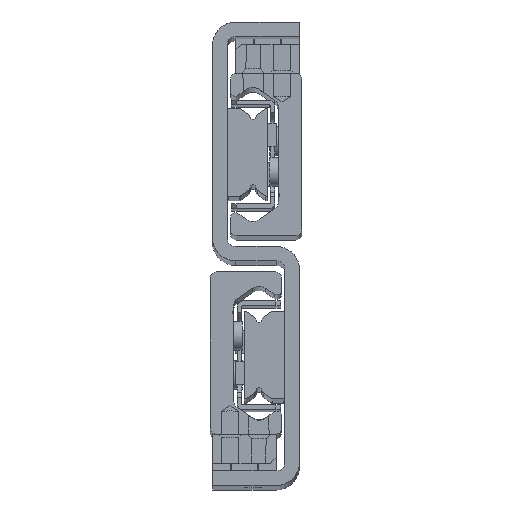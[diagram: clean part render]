
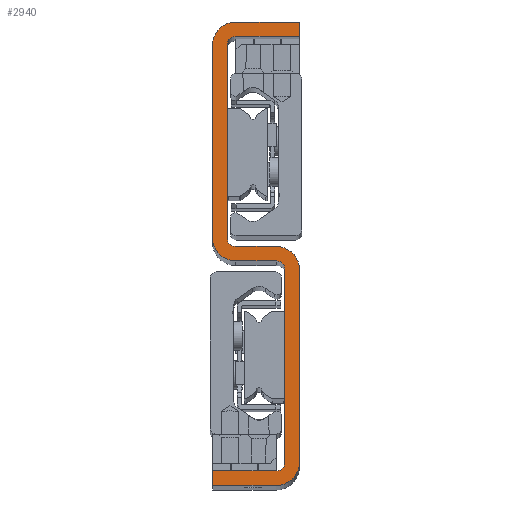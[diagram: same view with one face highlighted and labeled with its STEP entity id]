
A CAD part, top view. The second image highlights one B-rep face of the part: STEP entity #2940.
In plain terms, the highlighted planar face has unit normal (0, 0, 1).
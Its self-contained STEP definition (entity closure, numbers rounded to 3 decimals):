
#2074=CARTESIAN_POINT('',(15.0,80.0,450.0));
#2075=VERTEX_POINT('',#2074);
#2076=CARTESIAN_POINT('',(15.0,77.5,450.0));
#2077=VERTEX_POINT('',#2076);
#2078=CARTESIAN_POINT('',(15.0,80.0,450.0));
#2079=DIRECTION('',(0.0,-1.0,0.0));
#2080=VECTOR('',#2079,2.5);
#2081=LINE('',#2078,#2080);
#2082=EDGE_CURVE('',#2075,#2077,#2081,.T.);
#2114=CARTESIAN_POINT('',(4.,77.5,450.0));
#2115=VERTEX_POINT('',#2114);
#2116=CARTESIAN_POINT('',(15.0,77.5,450.0));
#2117=DIRECTION('',(-1.0,0.0,0.0));
#2118=VECTOR('',#2117,11.);
#2119=LINE('',#2116,#2118);
#2120=EDGE_CURVE('',#2077,#2115,#2119,.T.);
#2172=CARTESIAN_POINT('',(2.5,76.0,450.0));
#2173=VERTEX_POINT('',#2172);
#2174=CARTESIAN_POINT('',(4.,76.0,450.0));
#2175=DIRECTION('',(0.0,0.0,1.0));
#2176=DIRECTION('',(0.0,-1.0,0.0));
#2177=AXIS2_PLACEMENT_3D('',#2174,#2175,#2176);
#2178=CIRCLE('',#2177,1.5);
#2179=EDGE_CURVE('',#2115,#2173,#2178,.T.);
#2205=CARTESIAN_POINT('',(2.5,42.75,450.0));
#2206=VERTEX_POINT('',#2205);
#2207=CARTESIAN_POINT('',(2.5,76.0,450.0));
#2208=DIRECTION('',(0.0,-1.0,0.0));
#2209=VECTOR('',#2208,33.25);
#2210=LINE('',#2207,#2209);
#2211=EDGE_CURVE('',#2173,#2206,#2210,.T.);
#2254=CARTESIAN_POINT('',(4.,41.25,450.0));
#2255=VERTEX_POINT('',#2254);
#2256=CARTESIAN_POINT('',(4.,42.75,450.0));
#2257=DIRECTION('',(0.0,0.0,1.0));
#2258=DIRECTION('',(1.0,0.0,0.0));
#2259=AXIS2_PLACEMENT_3D('',#2256,#2257,#2258);
#2260=CIRCLE('',#2259,1.5);
#2261=EDGE_CURVE('',#2206,#2255,#2260,.T.);
#2287=CARTESIAN_POINT('',(11.,41.25,450.0));
#2288=VERTEX_POINT('',#2287);
#2289=CARTESIAN_POINT('',(4.,41.25,450.0));
#2290=DIRECTION('',(1.0,0.0,0.0));
#2291=VECTOR('',#2290,7.);
#2292=LINE('',#2289,#2291);
#2293=EDGE_CURVE('',#2255,#2288,#2292,.T.);
#2318=CARTESIAN_POINT('',(15.,37.25,450.0));
#2319=VERTEX_POINT('',#2318);
#2320=CARTESIAN_POINT('',(11.,37.25,450.0));
#2321=DIRECTION('',(0.0,0.0,-1.0));
#2322=DIRECTION('',(1.0,0.0,0.0));
#2323=AXIS2_PLACEMENT_3D('',#2320,#2321,#2322);
#2324=CIRCLE('',#2323,4.0);
#2325=EDGE_CURVE('',#2288,#2319,#2324,.T.);
#2351=CARTESIAN_POINT('',(15.,4.,450.0));
#2352=VERTEX_POINT('',#2351);
#2353=CARTESIAN_POINT('',(15.,37.25,450.0));
#2354=DIRECTION('',(0.0,-1.0,0.0));
#2355=VECTOR('',#2354,33.25);
#2356=LINE('',#2353,#2355);
#2357=EDGE_CURVE('',#2319,#2352,#2356,.T.);
#2400=CARTESIAN_POINT('',(11.0,0.,450.0));
#2401=VERTEX_POINT('',#2400);
#2402=CARTESIAN_POINT('',(11.,4.,450.0));
#2403=DIRECTION('',(0.0,0.0,-1.0));
#2404=DIRECTION('',(0.,-1.,0.0));
#2405=AXIS2_PLACEMENT_3D('',#2402,#2403,#2404);
#2406=CIRCLE('',#2405,4.);
#2407=EDGE_CURVE('',#2352,#2401,#2406,.T.);
#2433=CARTESIAN_POINT('',(0.0,0.0,450.0));
#2434=VERTEX_POINT('',#2433);
#2435=CARTESIAN_POINT('',(11.0,0.,450.0));
#2436=DIRECTION('',(-1.0,0.0,0.0));
#2437=VECTOR('',#2436,11.0);
#2438=LINE('',#2435,#2437);
#2439=EDGE_CURVE('',#2401,#2434,#2438,.T.);
#2491=CARTESIAN_POINT('',(0.0,2.5,450.0));
#2492=VERTEX_POINT('',#2491);
#2493=CARTESIAN_POINT('',(0.0,0.0,450.0));
#2494=DIRECTION('',(0.0,1.0,0.0));
#2495=VECTOR('',#2494,2.5);
#2496=LINE('',#2493,#2495);
#2497=EDGE_CURVE('',#2434,#2492,#2496,.T.);
#2522=CARTESIAN_POINT('',(11.,2.5,450.0));
#2523=VERTEX_POINT('',#2522);
#2524=CARTESIAN_POINT('',(0.0,2.5,450.0));
#2525=DIRECTION('',(1.0,0.0,0.0));
#2526=VECTOR('',#2525,11.);
#2527=LINE('',#2524,#2526);
#2528=EDGE_CURVE('',#2492,#2523,#2527,.T.);
#2580=CARTESIAN_POINT('',(12.5,4.0,450.0));
#2581=VERTEX_POINT('',#2580);
#2582=CARTESIAN_POINT('',(11.,4.0,450.0));
#2583=DIRECTION('',(0.0,0.0,1.0));
#2584=DIRECTION('',(0.0,1.0,0.0));
#2585=AXIS2_PLACEMENT_3D('',#2582,#2583,#2584);
#2586=CIRCLE('',#2585,1.5);
#2587=EDGE_CURVE('',#2523,#2581,#2586,.T.);
#2613=CARTESIAN_POINT('',(12.5,37.25,450.0));
#2614=VERTEX_POINT('',#2613);
#2615=CARTESIAN_POINT('',(12.5,4.0,450.0));
#2616=DIRECTION('',(0.0,1.0,0.0));
#2617=VECTOR('',#2616,33.25);
#2618=LINE('',#2615,#2617);
#2619=EDGE_CURVE('',#2581,#2614,#2618,.T.);
#2662=CARTESIAN_POINT('',(11.,38.75,450.0));
#2663=VERTEX_POINT('',#2662);
#2664=CARTESIAN_POINT('',(11.,37.25,450.0));
#2665=DIRECTION('',(0.0,0.0,1.0));
#2666=DIRECTION('',(-1.0,0.0,0.0));
#2667=AXIS2_PLACEMENT_3D('',#2664,#2665,#2666);
#2668=CIRCLE('',#2667,1.5);
#2669=EDGE_CURVE('',#2614,#2663,#2668,.T.);
#2695=CARTESIAN_POINT('',(4.,38.75,450.0));
#2696=VERTEX_POINT('',#2695);
#2697=CARTESIAN_POINT('',(11.,38.75,450.0));
#2698=DIRECTION('',(-1.0,0.0,0.0));
#2699=VECTOR('',#2698,7.);
#2700=LINE('',#2697,#2699);
#2701=EDGE_CURVE('',#2663,#2696,#2700,.T.);
#2726=CARTESIAN_POINT('',(0.0,42.75,450.0));
#2727=VERTEX_POINT('',#2726);
#2728=CARTESIAN_POINT('',(4.,42.75,450.0));
#2729=DIRECTION('',(0.0,0.0,-1.0));
#2730=DIRECTION('',(-1.0,0.0,0.0));
#2731=AXIS2_PLACEMENT_3D('',#2728,#2729,#2730);
#2732=CIRCLE('',#2731,4.);
#2733=EDGE_CURVE('',#2696,#2727,#2732,.T.);
#2759=CARTESIAN_POINT('',(0.0,76.0,450.0));
#2760=VERTEX_POINT('',#2759);
#2761=CARTESIAN_POINT('',(0.0,42.75,450.0));
#2762=DIRECTION('',(0.0,1.0,0.0));
#2763=VECTOR('',#2762,33.25);
#2764=LINE('',#2761,#2763);
#2765=EDGE_CURVE('',#2727,#2760,#2764,.T.);
#2808=CARTESIAN_POINT('',(4.,80.0,450.0));
#2809=VERTEX_POINT('',#2808);
#2810=CARTESIAN_POINT('',(4.,76.0,450.0));
#2811=DIRECTION('',(0.0,0.0,-1.0));
#2812=DIRECTION('',(0.0,1.0,0.0));
#2813=AXIS2_PLACEMENT_3D('',#2810,#2811,#2812);
#2814=CIRCLE('',#2813,4.0);
#2815=EDGE_CURVE('',#2760,#2809,#2814,.T.);
#2841=CARTESIAN_POINT('',(4.,80.0,450.0));
#2842=DIRECTION('',(1.0,0.0,0.0));
#2843=VECTOR('',#2842,11.);
#2844=LINE('',#2841,#2843);
#2845=EDGE_CURVE('',#2809,#2075,#2844,.T.);
#2913=CARTESIAN_POINT('',(7.5,40.,450.0));
#2914=DIRECTION('',(0.0,0.0,1.0));
#2915=DIRECTION('',(1.0,0.0,0.0));
#2916=AXIS2_PLACEMENT_3D('',#2913,#2914,#2915);
#2917=PLANE('',#2916);
#2918=ORIENTED_EDGE('',*,*,#2082,.F.);
#2919=ORIENTED_EDGE('',*,*,#2845,.F.);
#2920=ORIENTED_EDGE('',*,*,#2815,.F.);
#2921=ORIENTED_EDGE('',*,*,#2765,.F.);
#2922=ORIENTED_EDGE('',*,*,#2733,.F.);
#2923=ORIENTED_EDGE('',*,*,#2701,.F.);
#2924=ORIENTED_EDGE('',*,*,#2669,.F.);
#2925=ORIENTED_EDGE('',*,*,#2619,.F.);
#2926=ORIENTED_EDGE('',*,*,#2587,.F.);
#2927=ORIENTED_EDGE('',*,*,#2528,.F.);
#2928=ORIENTED_EDGE('',*,*,#2497,.F.);
#2929=ORIENTED_EDGE('',*,*,#2439,.F.);
#2930=ORIENTED_EDGE('',*,*,#2407,.F.);
#2931=ORIENTED_EDGE('',*,*,#2357,.F.);
#2932=ORIENTED_EDGE('',*,*,#2325,.F.);
#2933=ORIENTED_EDGE('',*,*,#2293,.F.);
#2934=ORIENTED_EDGE('',*,*,#2261,.F.);
#2935=ORIENTED_EDGE('',*,*,#2211,.F.);
#2936=ORIENTED_EDGE('',*,*,#2179,.F.);
#2937=ORIENTED_EDGE('',*,*,#2120,.F.);
#2938=EDGE_LOOP('',(#2918,#2919,#2920,#2921,#2922,#2923,#2924,#2925,#2926,#2927,#2928,#2929,#2930,#2931,#2932,#2933,#2934,#2935,#2936,#2937));
#2939=FACE_OUTER_BOUND('',#2938,.T.);
#2940=ADVANCED_FACE('',(#2939),#2917,.T.);
